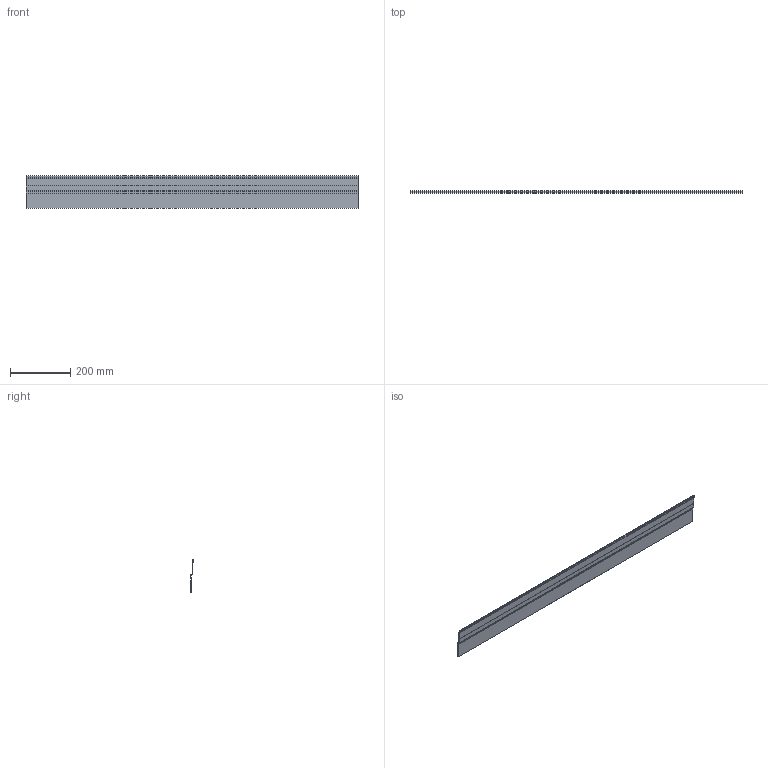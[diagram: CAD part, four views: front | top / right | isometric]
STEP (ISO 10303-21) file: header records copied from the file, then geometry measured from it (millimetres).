
FILE_DESCRIPTION(/* description */ ('STEP AP214'),/* implementation_level */ '2;1');
FILE_NAME(/* name */ '01555',/* time_stamp */ '2023-10-02T09:29:43+02:00',/* author */ ('License CC BY-ND 4.0'),/* organization */ ('CADENAS'),/* preprocessor_version */ 'ST-DEVELOPER v19.3',/* originating_system */ 'PARTsolutions',/* authorisation */ ' ');
FILE_SCHEMA (('AUTOMOTIVE_DESIGN {1 0 10303 214 3 1 1}'));
Length unit declared in the file: millimetre
Products named in the file (1): 01555
Bounding box: 1100 x 8.5 x 109 mm (x, y, z)
Volume: 226734.3 mm3; surface area: 257048.7 mm2
Topology: 1 solids, 1 shells, 33 faces, 93 edges, 62 vertices
Faces by surface type: plane 26, cylinder 7
Entity records: 1091 total; most frequent: CARTESIAN_POINT 189, ORIENTED_EDGE 186, DIRECTION 175, EDGE_CURVE 93, LINE 79, VECTOR 79, VERTEX_POINT 62, AXIS2_PLACEMENT_3D 48
